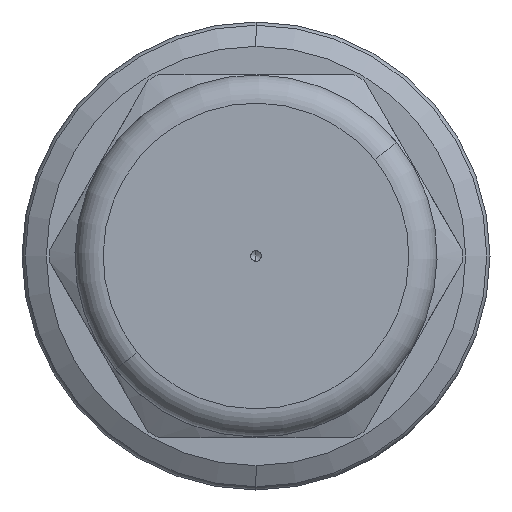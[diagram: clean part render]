
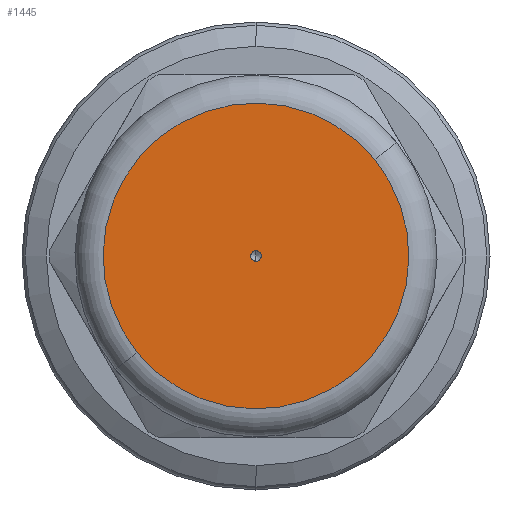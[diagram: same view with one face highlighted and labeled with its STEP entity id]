
A CAD part, left-side view. The second image highlights one B-rep face of the part: STEP entity #1445.
In plain terms, the highlighted planar face has unit normal (-1, 0, 0).
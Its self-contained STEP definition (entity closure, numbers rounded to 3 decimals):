
#85 = CARTESIAN_POINT ( 'NONE',  ( -45.4, 0., 0. ) ) ;
#273 = CARTESIAN_POINT ( 'NONE',  ( -45.4, 0., 0. ) ) ;
#287 = VERTEX_POINT ( 'NONE', #13862 ) ;
#508 = AXIS2_PLACEMENT_3D ( 'NONE', #273, #10953, #509 ) ;
#509 = DIRECTION ( 'NONE',  ( 0., -0.778, 0.628 ) ) ;
#778 = EDGE_LOOP ( 'NONE', ( #10101, #3713 ) ) ;
#824 = CARTESIAN_POINT ( 'NONE',  ( -45.4, -0.467, 0.377 ) ) ;
#900 = CARTESIAN_POINT ( 'NONE',  ( -45.4, 0., 0. ) ) ;
#1445 = ADVANCED_FACE ( 'NONE', ( #5047, #10880 ), #16755, .T. ) ;
#1659 = VERTEX_POINT ( 'NONE', #12157 ) ;
#2290 = CIRCLE ( 'NONE', #508, 0.6 ) ;
#3196 = DIRECTION ( 'NONE',  ( 0., -0.778, 0.628 ) ) ;
#3713 = ORIENTED_EDGE ( 'NONE', *, *, #4020, .F. ) ;
#4020 = EDGE_CURVE ( 'NONE', #287, #12136, #16644, .T. ) ;
#5047 = FACE_BOUND ( 'NONE', #5964, .T. ) ;
#5262 = ORIENTED_EDGE ( 'NONE', *, *, #9881, .T. ) ;
#5567 = EDGE_CURVE ( 'NONE', #12136, #287, #9121, .T. ) ;
#5804 = CARTESIAN_POINT ( 'NONE',  ( -45.4, 0., 0. ) ) ;
#5964 = EDGE_LOOP ( 'NONE', ( #5262, #10069 ) ) ;
#6994 = CIRCLE ( 'NONE', #12408, 0.6 ) ;
#7991 = DIRECTION ( 'NONE',  ( 0., -0.778, 0.628 ) ) ;
#9119 = DIRECTION ( 'NONE',  ( -1., 0., 0. ) ) ;
#9121 = CIRCLE ( 'NONE', #15384, 17.35 ) ;
#9240 = CARTESIAN_POINT ( 'NONE',  ( -45.4, -0.467, 0.377 ) ) ;
#9434 = AXIS2_PLACEMENT_3D ( 'NONE', #85, #13403, #7991 ) ;
#9881 = EDGE_CURVE ( 'NONE', #16108, #1659, #6994, .T. ) ;
#10069 = ORIENTED_EDGE ( 'NONE', *, *, #15012, .T. ) ;
#10101 = ORIENTED_EDGE ( 'NONE', *, *, #5567, .F. ) ;
#10453 = DIRECTION ( 'NONE',  ( 1., 0., 0. ) ) ;
#10880 = FACE_OUTER_BOUND ( 'NONE', #778, .T. ) ;
#10953 = DIRECTION ( 'NONE',  ( 1., 0., 0. ) ) ;
#11855 = DIRECTION ( 'NONE',  ( 0., 0.778, -0.628 ) ) ;
#12136 = VERTEX_POINT ( 'NONE', #16249 ) ;
#12157 = CARTESIAN_POINT ( 'NONE',  ( -45.4, 0.467, -0.377 ) ) ;
#12408 = AXIS2_PLACEMENT_3D ( 'NONE', #5804, #15009, #3196 ) ;
#12845 = DIRECTION ( 'NONE',  ( 0., -0.778, 0.628 ) ) ;
#13403 = DIRECTION ( 'NONE',  ( 1., 0., 0. ) ) ;
#13862 = CARTESIAN_POINT ( 'NONE',  ( -45.4, 13.495, -10.904 ) ) ;
#15009 = DIRECTION ( 'NONE',  ( 1., 0., 0. ) ) ;
#15012 = EDGE_CURVE ( 'NONE', #1659, #16108, #2290, .T. ) ;
#15384 = AXIS2_PLACEMENT_3D ( 'NONE', #900, #10453, #12845 ) ;
#16108 = VERTEX_POINT ( 'NONE', #824 ) ;
#16238 = AXIS2_PLACEMENT_3D ( 'NONE', #9240, #9119, #11855 ) ;
#16249 = CARTESIAN_POINT ( 'NONE',  ( -45.4, -13.495, 10.904 ) ) ;
#16644 = CIRCLE ( 'NONE', #9434, 17.35 ) ;
#16755 = PLANE ( 'NONE',  #16238 ) ;
